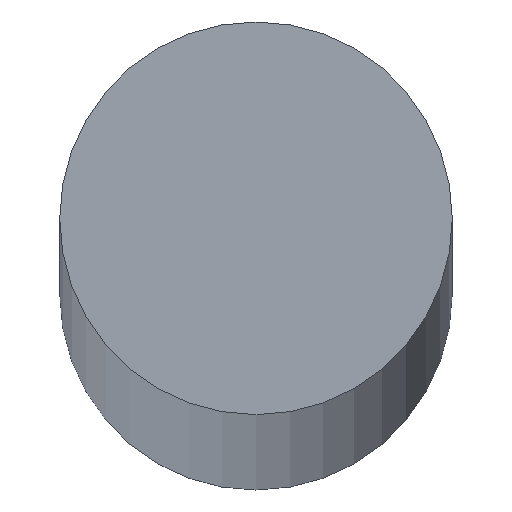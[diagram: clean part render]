
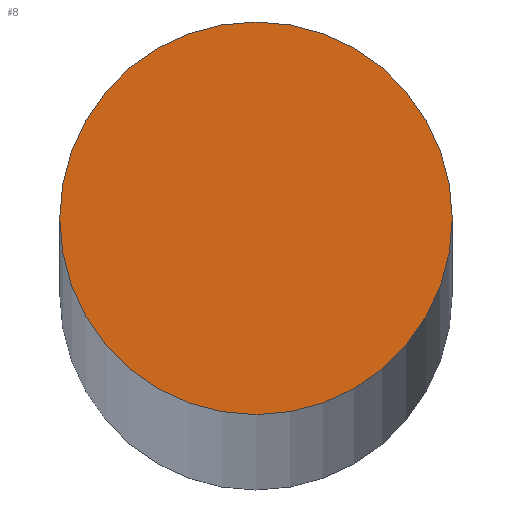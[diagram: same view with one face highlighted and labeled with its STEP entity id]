
A CAD part, top view. The second image highlights one B-rep face of the part: STEP entity #8.
In plain terms, the highlighted planar face has unit normal (0, 0, 1).
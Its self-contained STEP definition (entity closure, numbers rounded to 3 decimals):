
#1 = VERTEX_POINT ( 'NONE', #11 ) ;
#2 = EDGE_CURVE ( 'NONE', #3, #1, #16, .T. ) ;
#3 = VERTEX_POINT ( 'NONE', #24 ) ;
#6 = ORIENTED_EDGE ( 'NONE', *, *, #109, .T. ) ;
#8 = ADVANCED_FACE ( 'NONE', ( #40 ), #39, .T. ) ;
#11 = CARTESIAN_POINT ( 'NONE',  ( -1.5, 0., 165. ) ) ;
#13 = CARTESIAN_POINT ( 'NONE',  ( 0., 0., 165. ) ) ;
#16 = CIRCLE ( 'NONE', #18, 1.5 ) ;
#18 = AXIS2_PLACEMENT_3D ( 'NONE', #13, #21, #20 ) ;
#20 = DIRECTION ( 'NONE',  ( 1., 0., 0. ) ) ;
#21 = DIRECTION ( 'NONE',  ( 0., 0., 1. ) ) ;
#24 = CARTESIAN_POINT ( 'NONE',  ( 1.5, 0., 165. ) ) ;
#30 = CARTESIAN_POINT ( 'NONE',  ( 0., 0., 165. ) ) ;
#32 = DIRECTION ( 'NONE',  ( 1., 0., 0. ) ) ;
#33 = DIRECTION ( 'NONE',  ( 0., 0., 1. ) ) ;
#37 = AXIS2_PLACEMENT_3D ( 'NONE', #30, #33, #32 ) ;
#39 = PLANE ( 'NONE',  #37 ) ;
#40 = FACE_OUTER_BOUND ( 'NONE', #96, .T. ) ;
#59 = DIRECTION ( 'NONE',  ( 0., 0., 1. ) ) ;
#61 = CIRCLE ( 'NONE', #76, 1.5 ) ;
#64 = CARTESIAN_POINT ( 'NONE',  ( 0., 0., 165. ) ) ;
#69 = DIRECTION ( 'NONE',  ( 1., 0., 0. ) ) ;
#76 = AXIS2_PLACEMENT_3D ( 'NONE', #64, #59, #69 ) ;
#96 = EDGE_LOOP ( 'NONE', ( #6, #104 ) ) ;
#104 = ORIENTED_EDGE ( 'NONE', *, *, #2, .T. ) ;
#109 = EDGE_CURVE ( 'NONE', #1, #3, #61, .T. ) ;
